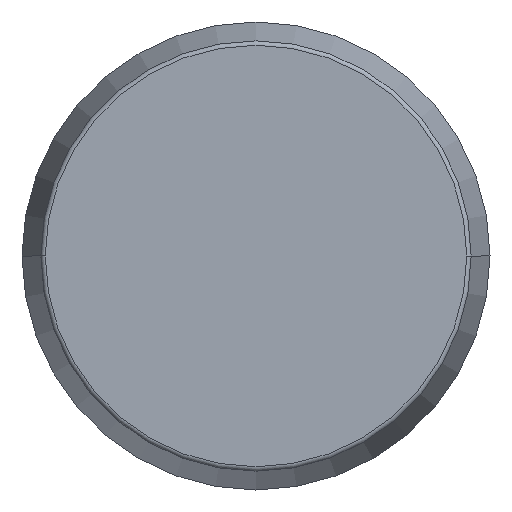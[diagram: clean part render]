
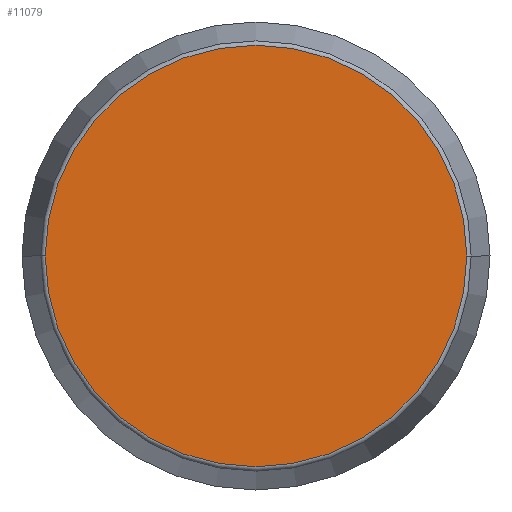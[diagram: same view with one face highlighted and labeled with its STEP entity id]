
A CAD part, front view. The second image highlights one B-rep face of the part: STEP entity #11079.
In plain terms, the highlighted planar face has unit normal (0, -1, 0).
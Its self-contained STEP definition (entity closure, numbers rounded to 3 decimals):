
#526 = ORIENTED_EDGE ( 'NONE', *, *, #6330, .T. ) ;
#764 = FACE_OUTER_BOUND ( 'NONE', #2847, .T. ) ;
#1018 = DIRECTION ( 'NONE',  ( 1., 0., 0. ) ) ;
#1079 = CARTESIAN_POINT ( 'NONE',  ( 0., 0., 0. ) ) ;
#2847 = EDGE_LOOP ( 'NONE', ( #10672, #526 ) ) ;
#3833 = DIRECTION ( 'NONE',  ( 0., -1., 0. ) ) ;
#4399 = CARTESIAN_POINT ( 'NONE',  ( 18.56, 0., 0. ) ) ;
#4535 = EDGE_CURVE ( 'NONE', #9224, #8355, #9431, .T. ) ;
#5089 = DIRECTION ( 'NONE',  ( 0., -1., 0. ) ) ;
#5290 = CARTESIAN_POINT ( 'NONE',  ( -18.56, 0., 0. ) ) ;
#6044 = AXIS2_PLACEMENT_3D ( 'NONE', #8026, #10822, #6196 ) ;
#6196 = DIRECTION ( 'NONE',  ( 1., 0., 0. ) ) ;
#6330 = EDGE_CURVE ( 'NONE', #8355, #9224, #11362, .T. ) ;
#7338 = AXIS2_PLACEMENT_3D ( 'NONE', #1079, #3833, #1018 ) ;
#7984 = PLANE ( 'NONE',  #9179 ) ;
#8026 = CARTESIAN_POINT ( 'NONE',  ( 0., 0., 0. ) ) ;
#8355 = VERTEX_POINT ( 'NONE', #5290 ) ;
#8635 = CARTESIAN_POINT ( 'NONE',  ( 18.56, 0., 0. ) ) ;
#9179 = AXIS2_PLACEMENT_3D ( 'NONE', #4399, #5089, #10781 ) ;
#9224 = VERTEX_POINT ( 'NONE', #8635 ) ;
#9431 = CIRCLE ( 'NONE', #7338, 18.56 ) ;
#10672 = ORIENTED_EDGE ( 'NONE', *, *, #4535, .T. ) ;
#10781 = DIRECTION ( 'NONE',  ( 1., 0., 0. ) ) ;
#10822 = DIRECTION ( 'NONE',  ( 0., -1., 0. ) ) ;
#11079 = ADVANCED_FACE ( 'NONE', ( #764 ), #7984, .T. ) ;
#11362 = CIRCLE ( 'NONE', #6044, 18.56 ) ;
